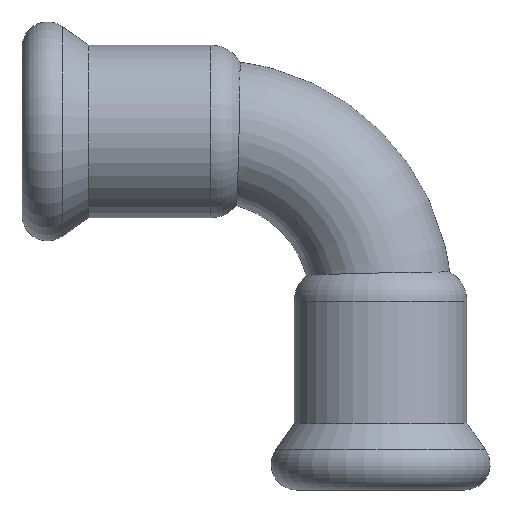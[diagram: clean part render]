
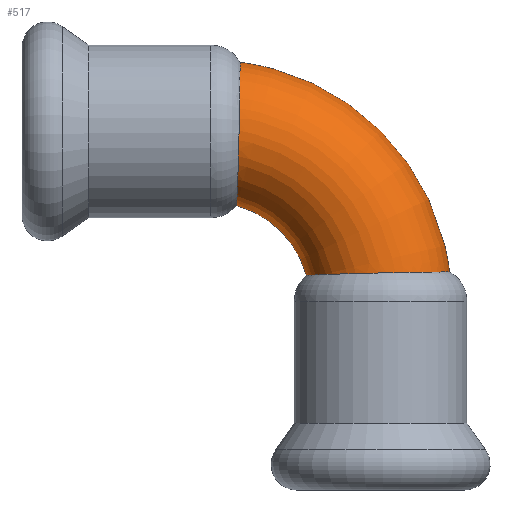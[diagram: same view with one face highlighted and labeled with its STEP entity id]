
A CAD part, front view. The second image highlights one B-rep face of the part: STEP entity #517.
In plain terms, the highlighted toroidal (fillet/blend) face has major radius 18 mm and minor radius 7.5 mm.
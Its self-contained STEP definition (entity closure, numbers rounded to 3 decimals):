
#36=B_SPLINE_CURVE_WITH_KNOTS('',3,(#780,#781,#782,#783,#784,#785,#786,
#787,#788,#789,#790,#791,#792,#793,#794,#795),.UNSPECIFIED.,.F.,.F.,(4,
2,2,2,2,2,2,4),(0.373,0.631,0.923,1.215,
1.506,1.8,2.096,2.348),
 .UNSPECIFIED.);
#37=B_SPLINE_CURVE_WITH_KNOTS('',3,(#797,#798,#799,#800,#801,#802,#803,
#804,#805,#806,#807,#808),.UNSPECIFIED.,.F.,.F.,(4,2,2,2,2,4),(-2.407,
-2.361,-2.064,-1.77,-1.482,
-1.216),.UNSPECIFIED.);
#38=B_SPLINE_CURVE_WITH_KNOTS('',3,(#809,#810,#811,#812,#813,#814,#815,
#816,#817,#818,#819,#820,#821,#822,#823,#824,#825,#826,#827),
 .UNSPECIFIED.,.F.,.F.,(4,2,2,2,2,3,2,2,4),(-1.216,-1.195,
-0.903,-0.603,-0.301,0.,0.169,
0.337,0.373),.UNSPECIFIED.);
#39=B_SPLINE_CURVE_WITH_KNOTS('',3,(#835,#836,#837,#838,#839,#840,#841,
#842,#843,#844,#845,#846,#847,#848),.UNSPECIFIED.,.F.,.F.,(4,2,2,2,2,2,
4),(-3.966,-3.833,-3.533,-3.233,
-2.937,-2.647,-2.377),.UNSPECIFIED.);
#40=B_SPLINE_CURVE_WITH_KNOTS('',3,(#850,#851,#852,#853,#854,#855,#856,
#857,#858,#859,#860,#861,#862,#863,#864,#865,#866,#867,#868,#869,#870,#871,
#872,#873,#874,#875,#876,#877,#878),.UNSPECIFIED.,.F.,.F.,(4,2,2,2,2,2,
2,2,2,3,2,2,2,4),(-2.377,-2.36,-2.069,
-1.773,-1.473,-1.174,-0.877,
-0.583,-0.291,0.,0.165,0.331,
0.624,0.788),.UNSPECIFIED.);
#66=TOROIDAL_SURFACE('',#578,18.,7.5);
#80=FACE_OUTER_BOUND('',#114,.T.);
#114=EDGE_LOOP('',(#337,#338,#339,#340,#341,#342,#343));
#173=CIRCLE('',#579,10.5);
#205=VERTEX_POINT('',#777);
#206=VERTEX_POINT('',#779);
#207=VERTEX_POINT('',#796);
#209=VERTEX_POINT('',#833);
#210=VERTEX_POINT('',#834);
#252=EDGE_CURVE('',#206,#205,#36,.F.);
#253=EDGE_CURVE('',#207,#206,#37,.F.);
#254=EDGE_CURVE('',#205,#207,#38,.F.);
#257=EDGE_CURVE('',#209,#210,#39,.T.);
#258=EDGE_CURVE('',#210,#207,#173,.T.);
#259=EDGE_CURVE('',#210,#209,#40,.T.);
#337=ORIENTED_EDGE('',*,*,#257,.T.);
#338=ORIENTED_EDGE('',*,*,#258,.T.);
#339=ORIENTED_EDGE('',*,*,#253,.T.);
#340=ORIENTED_EDGE('',*,*,#252,.T.);
#341=ORIENTED_EDGE('',*,*,#254,.T.);
#342=ORIENTED_EDGE('',*,*,#258,.F.);
#343=ORIENTED_EDGE('',*,*,#259,.T.);
#517=ADVANCED_FACE('',(#80),#66,.T.);
#578=AXIS2_PLACEMENT_3D('',#832,#651,#652);
#579=AXIS2_PLACEMENT_3D('',#849,#653,#654);
#651=DIRECTION('center_axis',(0.,-1.,0.));
#652=DIRECTION('ref_axis',(1.,0.,0.));
#653=DIRECTION('center_axis',(0.,1.,0.));
#654=DIRECTION('ref_axis',(1.,0.,0.));
#777=CARTESIAN_POINT('',(3.545,6.489,-14.936));
#779=CARTESIAN_POINT('',(-0.251,-7.5,-15.004));
#780=CARTESIAN_POINT('Ctrl Pts',(3.545,6.489,-14.936));
#781=CARTESIAN_POINT('Ctrl Pts',(4.29,6.06,-14.925));
#782=CARTESIAN_POINT('Ctrl Pts',(4.957,5.507,-14.917));
#783=CARTESIAN_POINT('Ctrl Pts',(6.149,4.112,-14.902));
#784=CARTESIAN_POINT('Ctrl Pts',(6.631,3.256,-14.896));
#785=CARTESIAN_POINT('Ctrl Pts',(7.239,1.409,-14.889));
#786=CARTESIAN_POINT('Ctrl Pts',(7.36,0.436,-14.888));
#787=CARTESIAN_POINT('Ctrl Pts',(7.221,-1.502,-14.89));
#788=CARTESIAN_POINT('Ctrl Pts',(6.963,-2.449,-14.892));
#789=CARTESIAN_POINT('Ctrl Pts',(6.095,-4.195,-14.902));
#790=CARTESIAN_POINT('Ctrl Pts',(5.493,-4.977,-14.91));
#791=CARTESIAN_POINT('Ctrl Pts',(4.016,-6.271,-14.929));
#792=CARTESIAN_POINT('Ctrl Pts',(3.155,-6.769,-14.942));
#793=CARTESIAN_POINT('Ctrl Pts',(1.426,-7.362,-14.971));
#794=CARTESIAN_POINT('Ctrl Pts',(0.59,-7.5,-14.986));
#795=CARTESIAN_POINT('Ctrl Pts',(-0.251,-7.5,-15.004));
#796=CARTESIAN_POINT('',(-7.863,0.,-15.264));
#797=CARTESIAN_POINT('Ctrl Pts',(-0.251,-7.5,-15.004));
#798=CARTESIAN_POINT('Ctrl Pts',(-0.401,-7.5,-15.007));
#799=CARTESIAN_POINT('Ctrl Pts',(-0.551,-7.496,-15.01));
#800=CARTESIAN_POINT('Ctrl Pts',(-1.692,-7.429,-15.036));
#801=CARTESIAN_POINT('Ctrl Pts',(-2.663,-7.178,-15.061));
#802=CARTESIAN_POINT('Ctrl Pts',(-4.442,-6.329,-15.116));
#803=CARTESIAN_POINT('Ctrl Pts',(-5.237,-5.741,-15.144));
#804=CARTESIAN_POINT('Ctrl Pts',(-6.547,-4.313,-15.198));
#805=CARTESIAN_POINT('Ctrl Pts',(-7.054,-3.489,-15.223));
#806=CARTESIAN_POINT('Ctrl Pts',(-7.703,-1.761,-15.256));
#807=CARTESIAN_POINT('Ctrl Pts',(-7.863,-0.885,-15.264));
#808=CARTESIAN_POINT('Ctrl Pts',(-7.863,0.,
-15.264));
#809=CARTESIAN_POINT('Ctrl Pts',(-7.863,0.,
-15.264));
#810=CARTESIAN_POINT('Ctrl Pts',(-7.863,0.068,-15.264));
#811=CARTESIAN_POINT('Ctrl Pts',(-7.862,0.137,-15.264));
#812=CARTESIAN_POINT('Ctrl Pts',(-7.833,1.179,-15.263));
#813=CARTESIAN_POINT('Ctrl Pts',(-7.612,2.136,-15.251));
#814=CARTESIAN_POINT('Ctrl Pts',(-6.804,3.935,-15.211));
#815=CARTESIAN_POINT('Ctrl Pts',(-6.216,4.754,-15.184));
#816=CARTESIAN_POINT('Ctrl Pts',(-4.751,6.124,-15.126));
#817=CARTESIAN_POINT('Ctrl Pts',(-3.885,6.66,-15.097));
#818=CARTESIAN_POINT('Ctrl Pts',(-2.002,7.364,-15.043));
#819=CARTESIAN_POINT('Ctrl Pts',(-1.002,7.529,-15.019));
#820=CARTESIAN_POINT('Ctrl Pts',(0.,7.496,-14.999));
#821=CARTESIAN_POINT('Ctrl Pts',(0.563,7.477,-14.987));
#822=CARTESIAN_POINT('Ctrl Pts',(1.122,7.397,-14.976));
#823=CARTESIAN_POINT('Ctrl Pts',(2.209,7.115,-14.957));
#824=CARTESIAN_POINT('Ctrl Pts',(2.734,6.915,-14.949));
#825=CARTESIAN_POINT('Ctrl Pts',(3.337,6.605,-14.94));
#826=CARTESIAN_POINT('Ctrl Pts',(3.442,6.548,-14.938));
#827=CARTESIAN_POINT('Ctrl Pts',(3.545,6.489,-14.936));
#832=CARTESIAN_POINT('Origin',(-18.,0.,-18.));
#833=CARTESIAN_POINT('',(-14.936,-6.489,3.545));
#834=CARTESIAN_POINT('',(-15.264,0.,-7.863));
#835=CARTESIAN_POINT('Ctrl Pts',(-14.936,-6.489,3.545));
#836=CARTESIAN_POINT('Ctrl Pts',(-14.942,-6.709,3.162));
#837=CARTESIAN_POINT('Ctrl Pts',(-14.948,-6.895,2.761));
#838=CARTESIAN_POINT('Ctrl Pts',(-14.971,-7.385,1.406));
#839=CARTESIAN_POINT('Ctrl Pts',(-14.989,-7.536,0.41));
#840=CARTESIAN_POINT('Ctrl Pts',(-15.033,-7.449,-1.585));
#841=CARTESIAN_POINT('Ctrl Pts',(-15.058,-7.21,-2.567));
#842=CARTESIAN_POINT('Ctrl Pts',(-15.113,-6.375,-4.372));
#843=CARTESIAN_POINT('Ctrl Pts',(-15.142,-5.79,-5.182));
#844=CARTESIAN_POINT('Ctrl Pts',(-15.197,-4.359,-6.515));
#845=CARTESIAN_POINT('Ctrl Pts',(-15.222,-3.531,-7.033));
#846=CARTESIAN_POINT('Ctrl Pts',(-15.255,-1.787,-7.698));
#847=CARTESIAN_POINT('Ctrl Pts',(-15.264,-0.898,-7.863));
#848=CARTESIAN_POINT('Ctrl Pts',(-15.264,0.,
-7.863));
#849=CARTESIAN_POINT('Origin',(-18.,0.,-18.));
#850=CARTESIAN_POINT('Ctrl Pts',(-15.264,0.,
-7.863));
#851=CARTESIAN_POINT('Ctrl Pts',(-15.264,0.057,-7.863));
#852=CARTESIAN_POINT('Ctrl Pts',(-15.264,0.115,-7.862));
#853=CARTESIAN_POINT('Ctrl Pts',(-15.263,1.14,-7.838));
#854=CARTESIAN_POINT('Ctrl Pts',(-15.251,2.092,-7.624));
#855=CARTESIAN_POINT('Ctrl Pts',(-15.212,3.882,-6.835));
#856=CARTESIAN_POINT('Ctrl Pts',(-15.185,4.697,-6.26));
#857=CARTESIAN_POINT('Ctrl Pts',(-15.129,6.07,-4.824));
#858=CARTESIAN_POINT('Ctrl Pts',(-15.1,6.611,-3.972));
#859=CARTESIAN_POINT('Ctrl Pts',(-15.046,7.337,-2.113));
#860=CARTESIAN_POINT('Ctrl Pts',(-15.022,7.515,-1.122));
#861=CARTESIAN_POINT('Ctrl Pts',(-14.98,7.483,0.864));
#862=CARTESIAN_POINT('Ctrl Pts',(-14.963,7.275,1.841));
#863=CARTESIAN_POINT('Ctrl Pts',(-14.934,6.5,3.651));
#864=CARTESIAN_POINT('Ctrl Pts',(-14.923,5.943,4.469));
#865=CARTESIAN_POINT('Ctrl Pts',(-14.905,4.551,5.84));
#866=CARTESIAN_POINT('Ctrl Pts',(-14.899,3.731,6.382));
#867=CARTESIAN_POINT('Ctrl Pts',(-14.891,1.932,7.12));
#868=CARTESIAN_POINT('Ctrl Pts',(-14.889,0.971,7.309));
#869=CARTESIAN_POINT('Ctrl Pts',(-14.889,0.,7.309));
#870=CARTESIAN_POINT('Ctrl Pts',(-14.889,-0.551,7.309));
#871=CARTESIAN_POINT('Ctrl Pts',(-14.889,-1.1,7.248));
#872=CARTESIAN_POINT('Ctrl Pts',(-14.892,-2.175,7.006));
#873=CARTESIAN_POINT('Ctrl Pts',(-14.894,-2.698,6.826));
#874=CARTESIAN_POINT('Ctrl Pts',(-14.902,-4.08,6.171));
#875=CARTESIAN_POINT('Ctrl Pts',(-14.909,-4.873,5.582));
#876=CARTESIAN_POINT('Ctrl Pts',(-14.923,-5.898,4.455));
#877=CARTESIAN_POINT('Ctrl Pts',(-14.93,-6.218,4.015));
#878=CARTESIAN_POINT('Ctrl Pts',(-14.936,-6.489,3.545));
